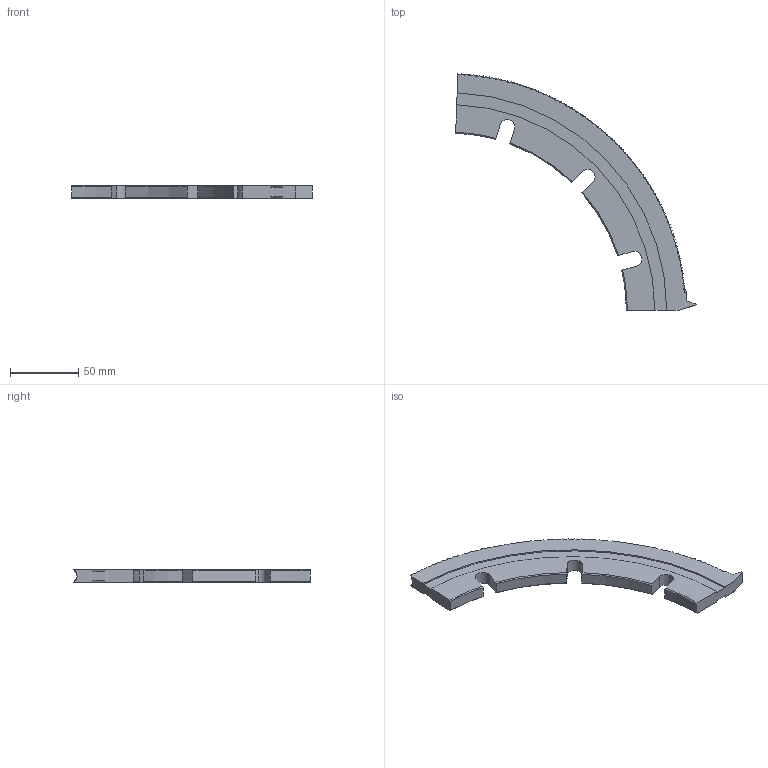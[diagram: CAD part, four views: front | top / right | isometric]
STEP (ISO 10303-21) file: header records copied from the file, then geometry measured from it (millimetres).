
FILE_DESCRIPTION (( 'STEP AP203' ), '1' );
FILE_NAME ('M5410-S.STEP', '2022-04-22T21:04:34', ( '' ), ( '' ), 'SwSTEP 2.0', 'SolidWorks 2020', '' );
FILE_SCHEMA (( 'CONFIG_CONTROL_DESIGN' ));
Length unit declared in the file: inch
Products named in the file (1): M5410-S
Bounding box: 176.94 x 173.92 x 9.49 mm (x, y, z)
Volume: 83292 mm3; surface area: 26511.4 mm2
Topology: 1 solids, 1 shells, 152 faces, 450 edges, 300 vertices
Faces by surface type: sphere 110, plane 17, cylinder 15, cone 8, torus 2
Entity records: 7020 total; most frequent: CARTESIAN_POINT 2855, ORIENTED_EDGE 900, DIRECTION 895, EDGE_CURVE 450, AXIS2_PLACEMENT_3D 416, VERTEX_POINT 300, CIRCLE 263, ADVANCED_FACE 152
